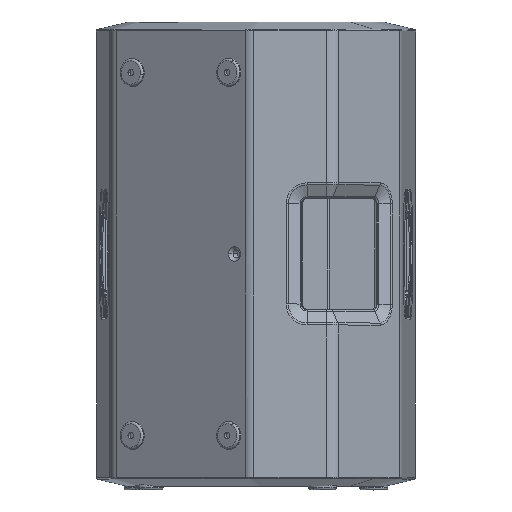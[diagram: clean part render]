
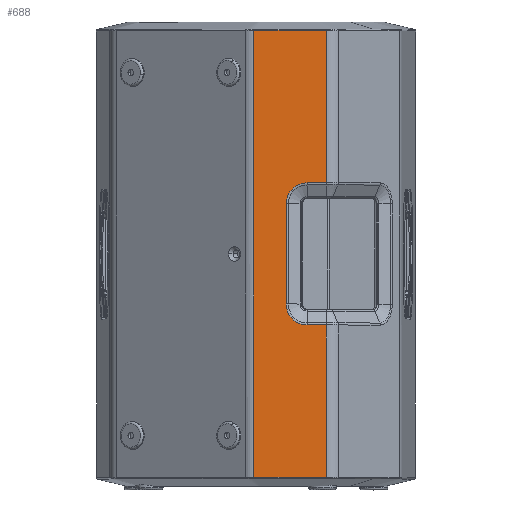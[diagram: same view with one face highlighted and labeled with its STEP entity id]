
A CAD part, top view. The second image highlights one B-rep face of the part: STEP entity #688.
In plain terms, the highlighted planar face has unit normal (0, 0, 1).
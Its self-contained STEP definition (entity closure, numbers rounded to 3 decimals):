
#688 = ADVANCED_FACE ( 'NONE', ( #21462 ), #24337, .F. ) ;
#1403 = VERTEX_POINT ( 'NONE', #16108 ) ;
#3993 = ORIENTED_EDGE ( 'NONE', *, *, #4354, .T. ) ;
#4354 = EDGE_CURVE ( 'NONE', #62892, #84488, #73745, .T. ) ;
#6728 = CARTESIAN_POINT ( 'NONE',  ( 46.226, -303.438, 187.5 ) ) ;
#8566 = CARTESIAN_POINT ( 'NONE',  ( 95.287, -303.437, 187.5 ) ) ;
#11931 = CARTESIAN_POINT ( 'NONE',  ( -2.835, 305., 187.5 ) ) ;
#13798 = ORIENTED_EDGE ( 'NONE', *, *, #16474, .T. ) ;
#14547 = VERTEX_POINT ( 'NONE', #88602 ) ;
#16108 = CARTESIAN_POINT ( 'NONE',  ( 69.39, 96.483, 187.5 ) ) ;
#16474 = EDGE_CURVE ( 'NONE', #84488, #91944, #107076, .T. ) ;
#16664 = VERTEX_POINT ( 'NONE', #121300 ) ;
#17298 = CARTESIAN_POINT ( 'NONE',  ( 94.776, -303.44, 187.5 ) ) ;
#19629 = DIRECTION ( 'NONE',  ( 0., 1., 0. ) ) ;
#20673 = CARTESIAN_POINT ( 'NONE',  ( -0.791, 303.438, 187.5 ) ) ;
#21462 = FACE_OUTER_BOUND ( 'NONE', #133920, .T. ) ;
#21601 = CARTESIAN_POINT ( 'NONE',  ( 93.243, 303.438, 187.5 ) ) ;
#22113 = ORIENTED_EDGE ( 'NONE', *, *, #96495, .T. ) ;
#22494 = CARTESIAN_POINT ( 'NONE',  ( 91.71, 303.438, 187.5 ) ) ;
#23489 = CARTESIAN_POINT ( 'NONE',  ( -2.835, -303.438, 187.5 ) ) ;
#24337 = PLANE ( 'NONE',  #96413 ) ;
#24874 = DIRECTION ( 'NONE',  ( 0., 1., 0. ) ) ;
#25385 = CARTESIAN_POINT ( 'NONE',  ( 95.287, 96.483, 187.5 ) ) ;
#25463 = VECTOR ( 'NONE', #35131, 1000. ) ;
#27132 = DIRECTION ( 'NONE',  ( 0., 0., -1. ) ) ;
#27778 = ORIENTED_EDGE ( 'NONE', *, *, #95317, .T. ) ;
#28283 = CARTESIAN_POINT ( 'NONE',  ( 91.71, -303.438, 187.5 ) ) ;
#28931 = VERTEX_POINT ( 'NONE', #131719 ) ;
#32977 = CARTESIAN_POINT ( 'NONE',  ( 66.668, 303.438, 187.5 ) ) ;
#35131 = DIRECTION ( 'NONE',  ( 0., 1., 0. ) ) ;
#36886 = CARTESIAN_POINT ( 'NONE',  ( -2.835, -303.438, 187.5 ) ) ;
#38320 = CARTESIAN_POINT ( 'NONE',  ( 66.668, -303.438, 187.5 ) ) ;
#39991 = VECTOR ( 'NONE', #95454, 1000. ) ;
#45972 = VECTOR ( 'NONE', #19629, 1000. ) ;
#46665 = AXIS2_PLACEMENT_3D ( 'NONE', #90045, #27132, #78670 ) ;
#46745 = DIRECTION ( 'NONE',  ( 0., 0., -1. ) ) ;
#47369 = DIRECTION ( 'NONE',  ( 1., 0., 0. ) ) ;
#47842 = EDGE_CURVE ( 'NONE', #91944, #65033, #106900, .T. ) ;
#49998 = DIRECTION ( 'NONE',  ( 0., 0., -1. ) ) ;
#50717 = CARTESIAN_POINT ( 'NONE',  ( -2.324, -303.44, 187.5 ) ) ;
#51831 = CARTESIAN_POINT ( 'NONE',  ( 95.287, 303.437, 187.5 ) ) ;
#53215 = CARTESIAN_POINT ( 'NONE',  ( 94.776, 303.44, 187.5 ) ) ;
#53660 = CARTESIAN_POINT ( 'NONE',  ( 94.265, 303.438, 187.5 ) ) ;
#54004 = VERTEX_POINT ( 'NONE', #109266 ) ;
#54977 = CARTESIAN_POINT ( 'NONE',  ( 95.287, -96.483, 187.5 ) ) ;
#56593 = VECTOR ( 'NONE', #59536, 1000. ) ;
#57535 = B_SPLINE_CURVE_WITH_KNOTS ( 'NONE', 3,
 ( #36886, #50717, #92094, #112518, #133567, #60741, #61208, #71158, #6728, #38320, #90736, #79829, #28283, #101214, #111633, #17298, #8566 ),
 .UNSPECIFIED., .F., .F.,
 ( 4, 2, 1, 1, 1, 1, 1, 1, 1, 1, 1, 2, 4 ),
 ( 0., 0.002, 0.003, 0.006, 0.012, 0.025, 0.049, 0.074, 0.086, 0.092, 0.095, 0.097, 0.098 ),
 .UNSPECIFIED. ) ;
#59536 = DIRECTION ( 'NONE',  ( -1., 0., 0. ) ) ;
#60661 = EDGE_CURVE ( 'NONE', #70404, #54004, #126638, .T. ) ;
#60741 = CARTESIAN_POINT ( 'NONE',  ( 4.32, -303.438, 187.5 ) ) ;
#61208 = CARTESIAN_POINT ( 'NONE',  ( 11.475, -303.438, 187.5 ) ) ;
#62313 = CARTESIAN_POINT ( 'NONE',  ( 0.742, 303.438, 187.5 ) ) ;
#62636 = EDGE_CURVE ( 'NONE', #65033, #14547, #57535, .T. ) ;
#62892 = VERTEX_POINT ( 'NONE', #134036 ) ;
#65033 = VERTEX_POINT ( 'NONE', #23489 ) ;
#65803 = CARTESIAN_POINT ( 'NONE',  ( 40.907, 68., 187.5 ) ) ;
#70404 = VERTEX_POINT ( 'NONE', #54977 ) ;
#70932 = LINE ( 'NONE', #76459, #101739 ) ;
#71158 = CARTESIAN_POINT ( 'NONE',  ( 25.784, -303.438, 187.5 ) ) ;
#73745 = LINE ( 'NONE', #135034, #45972 ) ;
#74080 = EDGE_CURVE ( 'NONE', #1403, #62892, #103972, .T. ) ;
#75093 = ORIENTED_EDGE ( 'NONE', *, *, #60661, .T. ) ;
#76459 = CARTESIAN_POINT ( 'NONE',  ( 95.287, 305., 187.5 ) ) ;
#78670 = DIRECTION ( 'NONE',  ( -1., 0., 0. ) ) ;
#79829 = CARTESIAN_POINT ( 'NONE',  ( 88.132, -303.438, 187.5 ) ) ;
#81850 = DIRECTION ( 'NONE',  ( -1., 0., 0. ) ) ;
#83626 = CARTESIAN_POINT ( 'NONE',  ( -2.835, 303.438, 187.5 ) ) ;
#84290 = LINE ( 'NONE', #65803, #25463 ) ;
#84488 = VERTEX_POINT ( 'NONE', #97208 ) ;
#88602 = CARTESIAN_POINT ( 'NONE',  ( 95.287, -303.437, 187.5 ) ) ;
#89076 = CARTESIAN_POINT ( 'NONE',  ( 0., 305., 187.5 ) ) ;
#90045 = CARTESIAN_POINT ( 'NONE',  ( 69.39, -68., 187.5 ) ) ;
#90736 = CARTESIAN_POINT ( 'NONE',  ( 80.978, -303.438, 187.5 ) ) ;
#91846 = CARTESIAN_POINT ( 'NONE',  ( -2.324, 303.44, 187.5 ) ) ;
#91944 = VERTEX_POINT ( 'NONE', #83626 ) ;
#92094 = CARTESIAN_POINT ( 'NONE',  ( -1.813, -303.438, 187.5 ) ) ;
#93503 = ORIENTED_EDGE ( 'NONE', *, *, #114489, .T. ) ;
#93684 = CARTESIAN_POINT ( 'NONE',  ( -1.813, 303.438, 187.5 ) ) ;
#94096 = CARTESIAN_POINT ( 'NONE',  ( -2.835, 303.438, 187.5 ) ) ;
#94111 = CARTESIAN_POINT ( 'NONE',  ( 80.978, 303.438, 187.5 ) ) ;
#95199 = EDGE_CURVE ( 'NONE', #54004, #16664, #107970, .T. ) ;
#95317 = EDGE_CURVE ( 'NONE', #28931, #1403, #121075, .T. ) ;
#95454 = DIRECTION ( 'NONE',  ( 0., -1., 0. ) ) ;
#95460 = CARTESIAN_POINT ( 'NONE',  ( 88.132, 303.438, 187.5 ) ) ;
#96413 = AXIS2_PLACEMENT_3D ( 'NONE', #89076, #46745, #97727 ) ;
#96495 = EDGE_CURVE ( 'NONE', #14547, #70404, #70932, .T. ) ;
#97208 = CARTESIAN_POINT ( 'NONE',  ( 95.287, 303.437, 187.5 ) ) ;
#97727 = DIRECTION ( 'NONE',  ( -1., 0., 0. ) ) ;
#101214 = CARTESIAN_POINT ( 'NONE',  ( 93.243, -303.438, 187.5 ) ) ;
#101739 = VECTOR ( 'NONE', #24874, 1000. ) ;
#102319 = CARTESIAN_POINT ( 'NONE',  ( 69.39, 68., 187.5 ) ) ;
#103972 = LINE ( 'NONE', #25385, #129946 ) ;
#105904 = CARTESIAN_POINT ( 'NONE',  ( 25.784, 303.438, 187.5 ) ) ;
#106900 = LINE ( 'NONE', #11931, #39991 ) ;
#107076 = B_SPLINE_CURVE_WITH_KNOTS ( 'NONE', 3,
 ( #51831, #53215, #53660, #21601, #22494, #95460, #94111, #32977, #114539, #105904, #124663, #114087, #62313, #20673, #93684, #91846, #94096 ),
 .UNSPECIFIED., .F., .F.,
 ( 4, 2, 1, 1, 1, 1, 1, 1, 1, 1, 1, 2, 4 ),
 ( 0., 0.002, 0.003, 0.006, 0.012, 0.025, 0.049, 0.074, 0.086, 0.092, 0.095, 0.097, 0.098 ),
 .UNSPECIFIED. ) ;
#107970 = CIRCLE ( 'NONE', #46665, 28.483 ) ;
#109266 = CARTESIAN_POINT ( 'NONE',  ( 69.39, -96.483, 187.5 ) ) ;
#109703 = ORIENTED_EDGE ( 'NONE', *, *, #74080, .T. ) ;
#111633 = CARTESIAN_POINT ( 'NONE',  ( 94.265, -303.438, 187.5 ) ) ;
#112518 = CARTESIAN_POINT ( 'NONE',  ( -0.791, -303.438, 187.5 ) ) ;
#114087 = CARTESIAN_POINT ( 'NONE',  ( 4.32, 303.438, 187.5 ) ) ;
#114489 = EDGE_CURVE ( 'NONE', #16664, #28931, #84290, .T. ) ;
#114539 = CARTESIAN_POINT ( 'NONE',  ( 46.226, 303.438, 187.5 ) ) ;
#115837 = ORIENTED_EDGE ( 'NONE', *, *, #95199, .T. ) ;
#121075 = CIRCLE ( 'NONE', #126116, 28.483 ) ;
#121300 = CARTESIAN_POINT ( 'NONE',  ( 40.907, -68., 187.5 ) ) ;
#124663 = CARTESIAN_POINT ( 'NONE',  ( 11.475, 303.438, 187.5 ) ) ;
#126116 = AXIS2_PLACEMENT_3D ( 'NONE', #102319, #49998, #81850 ) ;
#126538 = ORIENTED_EDGE ( 'NONE', *, *, #62636, .T. ) ;
#126638 = LINE ( 'NONE', #133259, #56593 ) ;
#129946 = VECTOR ( 'NONE', #47369, 1000. ) ;
#131719 = CARTESIAN_POINT ( 'NONE',  ( 40.907, 68., 187.5 ) ) ;
#133259 = CARTESIAN_POINT ( 'NONE',  ( 69.39, -96.483, 187.5 ) ) ;
#133567 = CARTESIAN_POINT ( 'NONE',  ( 0.742, -303.438, 187.5 ) ) ;
#133920 = EDGE_LOOP ( 'NONE', ( #27778, #109703, #3993, #13798, #134023, #126538, #22113, #75093, #115837, #93503 ) ) ;
#134023 = ORIENTED_EDGE ( 'NONE', *, *, #47842, .T. ) ;
#134036 = CARTESIAN_POINT ( 'NONE',  ( 95.287, 96.483, 187.5 ) ) ;
#135034 = CARTESIAN_POINT ( 'NONE',  ( 95.287, 305., 187.5 ) ) ;
